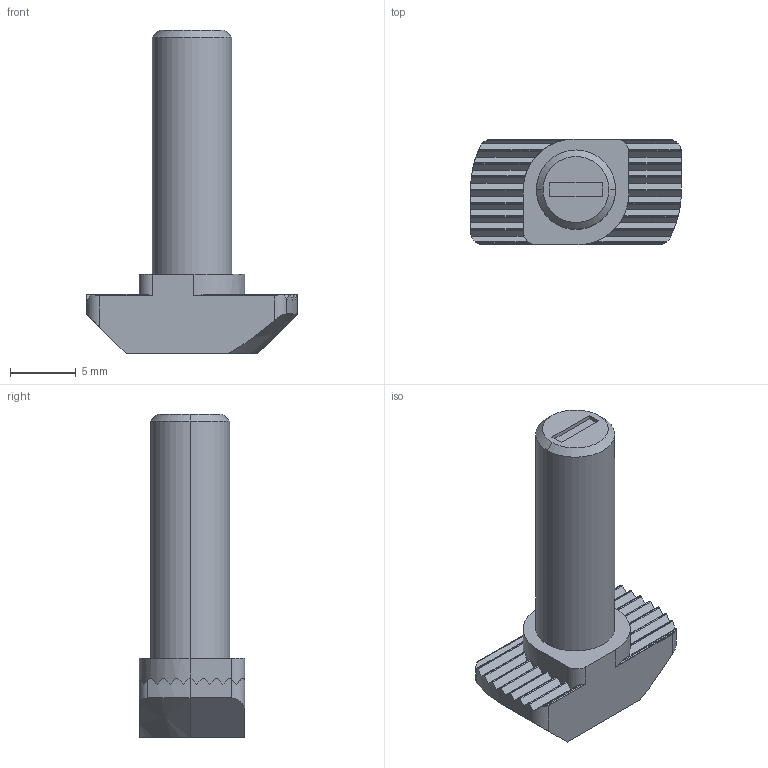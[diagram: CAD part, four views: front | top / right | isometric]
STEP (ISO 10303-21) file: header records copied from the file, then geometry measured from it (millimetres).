
FILE_DESCRIPTION(('STEP AP214'),'1');
FILE_NAME('fath_096hk0815m0620.stp','2017-10-09T08:27:42',('TraceParts'),('TraceParts S.A.'),'Spatial InterOp 3D',' ',' ');
FILE_SCHEMA(('automotive_design'));
Length unit declared in the file: millimetre
Products named in the file (1): fath_096hk0815m0620
Bounding box: 16 x 8 x 24.5 mm (x, y, z)
Volume: 1079.3 mm3; surface area: 816.9 mm2
Topology: 1 solids, 1 shells, 104 faces, 293 edges, 193 vertices
Faces by surface type: cylinder 50, plane 50, cone 4
Entity records: 4655 total; most frequent: CARTESIAN_POINT 1329, ORIENTED_EDGE 586, DIRECTION 437, EDGE_CURVE 293, VERTEX_POINT 193, LINE 149, VECTOR 149, AXIS2_PLACEMENT_3D 144
